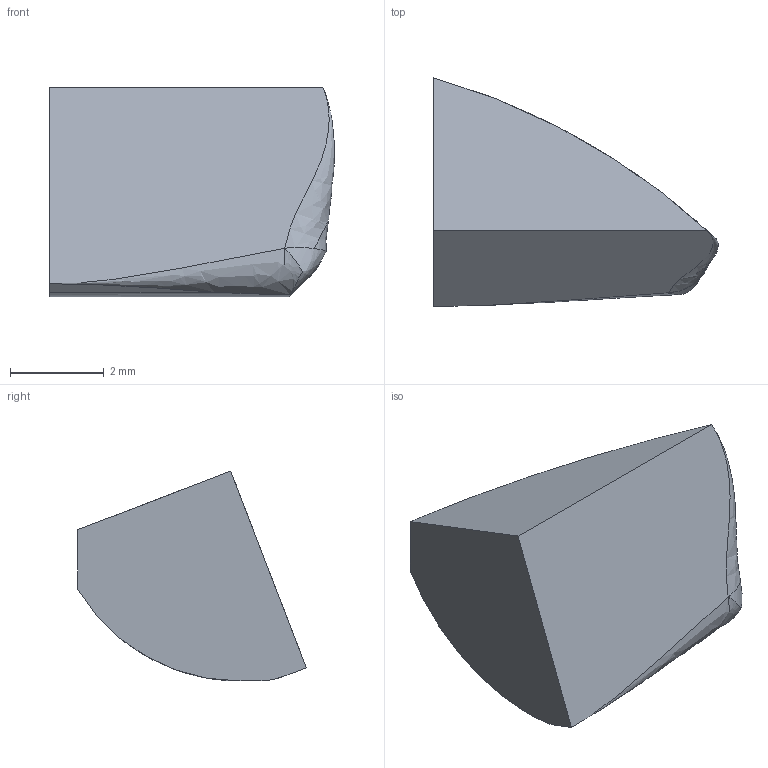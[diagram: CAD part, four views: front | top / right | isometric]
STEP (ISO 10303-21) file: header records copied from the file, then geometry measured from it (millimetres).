
FILE_DESCRIPTION(/* description */ (''),/* implementation_level */ '2;1');
FILE_NAME(/* name */ '20_Korper_einfach_1k3r.stp',/* time_stamp */ '2020-05-04T11:03:03+02:00',/* author */ ('huttth'),/* organization */ (''),/* preprocessor_version */ 'ST-DEVELOPER v16.5',/* originating_system */ 'Autodesk Inventor 2017',/* authorisation */ '');
FILE_SCHEMA (('AUTOMOTIVE_DESIGN { 1 0 10303 214 3 1 1 }'));
Length unit declared in the file: millimetre
Products named in the file (1): Korper_einfach
Bounding box: 6.08 x 4.88 x 4.48 mm (x, y, z)
Volume: 62.4 mm3; surface area: 96.2 mm2
Topology: 1 solids, 1 shells, 13 faces, 31 edges, 18 vertices
Faces by surface type: plane 5, bspline 4, cylinder 3, torus 1
Entity records: 4814 total; most frequent: CARTESIAN_POINT 4497, ORIENTED_EDGE 58, DIRECTION 43, EDGE_CURVE 29, VERTEX_POINT 18, AXIS2_PLACEMENT_3D 17, FACE_OUTER_BOUND 13, EDGE_LOOP 13
